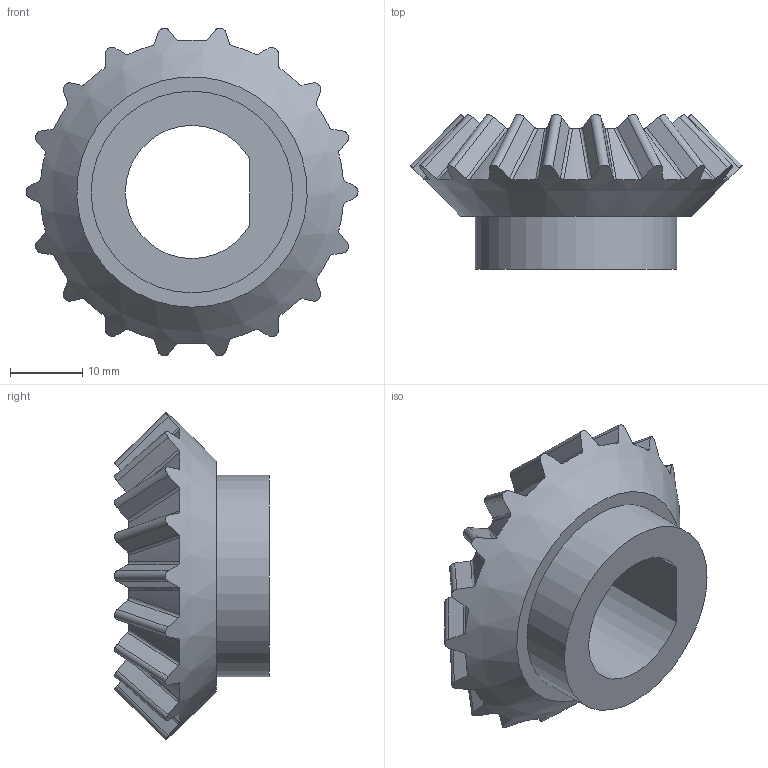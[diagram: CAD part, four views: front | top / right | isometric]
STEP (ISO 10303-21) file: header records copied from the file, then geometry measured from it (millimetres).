
FILE_DESCRIPTION (( 'STEP AP214' ), '1' );
FILE_NAME ('PIGN01-RevA.STEP', '2020-06-23T09:49:38', ( '' ), ( '' ), 'SwSTEP 2.0', 'SolidWorks 2019', '' );
FILE_SCHEMA (( 'AUTOMOTIVE_DESIGN' ));
Length unit declared in the file: millimetre
Products named in the file (1): PIGN01-RevA
Bounding box: 46.1 x 21.48 x 45.43 mm (x, y, z)
Volume: 12975.9 mm3; surface area: 5456.4 mm2
Topology: 1 solids, 1 shells, 133 faces, 354 edges, 224 vertices
Faces by surface type: plane 40, cone 37, bspline 36, cylinder 20
Full cylindrical faces by diameter (mm): 28 x1
Entity records: 5170 total; most frequent: CARTESIAN_POINT 2448, ORIENTED_EDGE 702, DIRECTION 354, EDGE_CURVE 351, B_SPLINE_CURVE_WITH_KNOTS 252, VERTEX_POINT 223, AXIS2_PLACEMENT_3D 157, EDGE_LOOP 138
